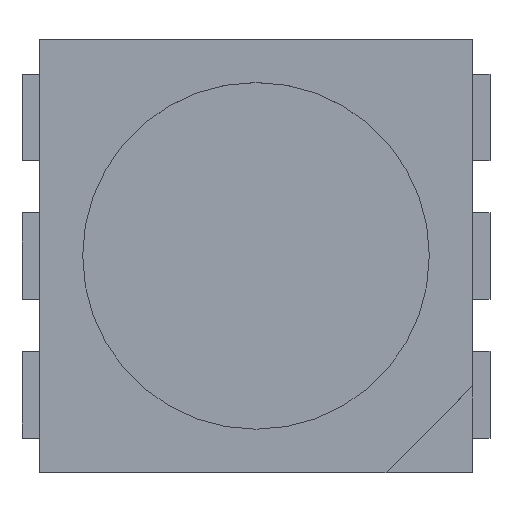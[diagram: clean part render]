
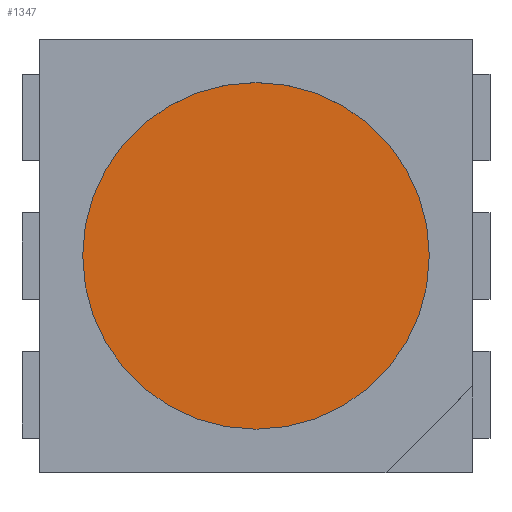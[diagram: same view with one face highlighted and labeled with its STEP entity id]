
A CAD part, top view. The second image highlights one B-rep face of the part: STEP entity #1347.
In plain terms, the highlighted planar face has unit normal (0, 0, 1).
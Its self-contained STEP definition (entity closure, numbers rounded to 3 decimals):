
#1102 = VERTEX_POINT('',#1103);
#1103 = CARTESIAN_POINT('',(2.,0.,1.4));
#1109 = EDGE_CURVE('',#1102,#1102,#1110,.T.);
#1110 = CIRCLE('',#1111,2.);
#1111 = AXIS2_PLACEMENT_3D('',#1112,#1113,#1114);
#1112 = CARTESIAN_POINT('',(0.,0.,1.4));
#1113 = DIRECTION('',(0.,0.,1.));
#1114 = DIRECTION('',(1.,0.,0.));
#1347 = ADVANCED_FACE('',(#1348),#1351,.T.);
#1348 = FACE_BOUND('',#1349,.T.);
#1349 = EDGE_LOOP('',(#1350));
#1350 = ORIENTED_EDGE('',*,*,#1109,.T.);
#1351 = PLANE('',#1352);
#1352 = AXIS2_PLACEMENT_3D('',#1353,#1354,#1355);
#1353 = CARTESIAN_POINT('',(0.,0.,1.4));
#1354 = DIRECTION('',(0.,0.,1.));
#1355 = DIRECTION('',(1.,0.,0.));
